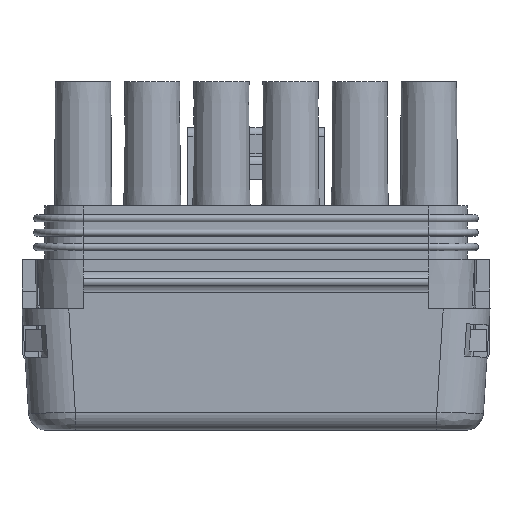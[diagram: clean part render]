
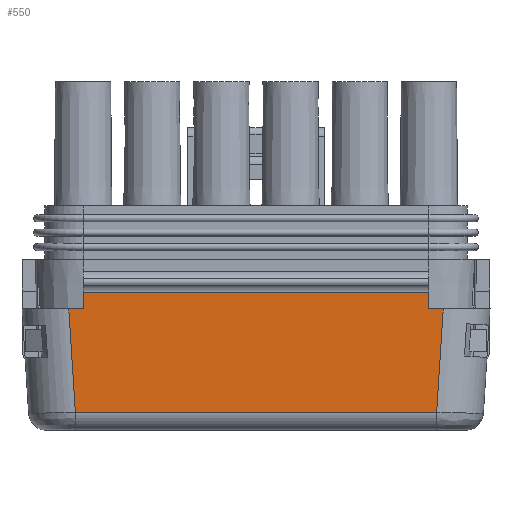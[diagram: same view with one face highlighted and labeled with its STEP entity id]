
A CAD part, front view. The second image highlights one B-rep face of the part: STEP entity #550.
In plain terms, the highlighted planar face has unit normal (0, -1, 0).
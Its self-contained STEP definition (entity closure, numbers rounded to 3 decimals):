
#329=FACE_OUTER_BOUND('',#975,.T.);
#550=ADVANCED_FACE('',(#329),#765,.T.);
#765=PLANE('',#4697);
#975=EDGE_LOOP('',(#2666,#2667,#2668,#2669,#2670,#2671,#2672,#2673));
#1317=LINE('',#6756,#1726);
#1324=LINE('',#6770,#1733);
#1360=LINE('',#6895,#1769);
#1374=LINE('',#6942,#1783);
#1426=LINE('',#7079,#1835);
#1428=LINE('',#7082,#1837);
#1430=LINE('',#7085,#1839);
#1431=LINE('',#7086,#1840);
#1726=VECTOR('',#5367,1.);
#1733=VECTOR('',#5376,1.);
#1769=VECTOR('',#5490,1.);
#1783=VECTOR('',#5528,1.);
#1835=VECTOR('',#5626,1.);
#1837=VECTOR('',#5630,1.);
#1839=VECTOR('',#5634,1.);
#1840=VECTOR('',#5635,1.);
#2666=ORIENTED_EDGE('',*,*,#3938,.F.);
#2667=ORIENTED_EDGE('',*,*,#4096,.T.);
#2668=ORIENTED_EDGE('',*,*,#3945,.T.);
#2669=ORIENTED_EDGE('',*,*,#4092,.T.);
#2670=ORIENTED_EDGE('',*,*,#4022,.T.);
#2671=ORIENTED_EDGE('',*,*,#4097,.T.);
#2672=ORIENTED_EDGE('',*,*,#3999,.T.);
#2673=ORIENTED_EDGE('',*,*,#4094,.T.);
#3424=VERTEX_POINT('',#6755);
#3425=VERTEX_POINT('',#6757);
#3430=VERTEX_POINT('',#6769);
#3431=VERTEX_POINT('',#6771);
#3464=VERTEX_POINT('',#6894);
#3465=VERTEX_POINT('',#6896);
#3485=VERTEX_POINT('',#6941);
#3486=VERTEX_POINT('',#6943);
#3938=EDGE_CURVE('',#3424,#3425,#1317,.T.);
#3945=EDGE_CURVE('',#3431,#3430,#1324,.T.);
#3999=EDGE_CURVE('',#3465,#3464,#1360,.T.);
#4022=EDGE_CURVE('',#3486,#3485,#1374,.T.);
#4092=EDGE_CURVE('',#3430,#3486,#1426,.T.);
#4094=EDGE_CURVE('',#3464,#3425,#1428,.T.);
#4096=EDGE_CURVE('',#3424,#3431,#1430,.T.);
#4097=EDGE_CURVE('',#3485,#3465,#1431,.T.);
#4697=AXIS2_PLACEMENT_3D('',#7087,#5636,#5637);
#5367=DIRECTION('',(0.,0.,-1.));
#5376=DIRECTION('',(0.,0.,-1.));
#5490=DIRECTION('',(0.064,0.,0.998));
#5528=DIRECTION('',(0.064,0.,-0.998));
#5626=DIRECTION('',(-1.,0.,0.));
#5630=DIRECTION('',(-1.,0.,0.));
#5634=DIRECTION('',(-1.,0.,0.));
#5635=DIRECTION('',(1.,0.,0.));
#5636=DIRECTION('',(0.,-1.,0.));
#5637=DIRECTION('',(0.,0.,-1.));
#6755=CARTESIAN_POINT('',(19.25,-7.4,-9.506));
#6756=CARTESIAN_POINT('',(19.25,-7.4,-8.302));
#6757=CARTESIAN_POINT('',(19.25,-7.4,-11.302));
#6769=CARTESIAN_POINT('',(-19.25,-7.4,-11.302));
#6770=CARTESIAN_POINT('',(-19.25,-7.4,-8.302));
#6771=CARTESIAN_POINT('',(-19.25,-7.4,-9.506));
#6894=CARTESIAN_POINT('',(20.843,-7.4,-11.302));
#6895=CARTESIAN_POINT('',(20.004,-7.4,-24.471));
#6896=CARTESIAN_POINT('',(20.111,-7.4,-22.802));
#6941=CARTESIAN_POINT('',(-20.111,-7.4,-22.802));
#6942=CARTESIAN_POINT('',(-19.801,-7.4,-27.665));
#6943=CARTESIAN_POINT('',(-20.843,-7.4,-11.302));
#7079=CARTESIAN_POINT('',(26.053,-7.4,-11.302));
#7082=CARTESIAN_POINT('',(26.053,-7.4,-11.302));
#7085=CARTESIAN_POINT('',(19.25,-7.4,-9.506));
#7086=CARTESIAN_POINT('',(25.194,-7.4,-22.802));
#7087=CARTESIAN_POINT('',(25.194,-7.4,-24.802));
